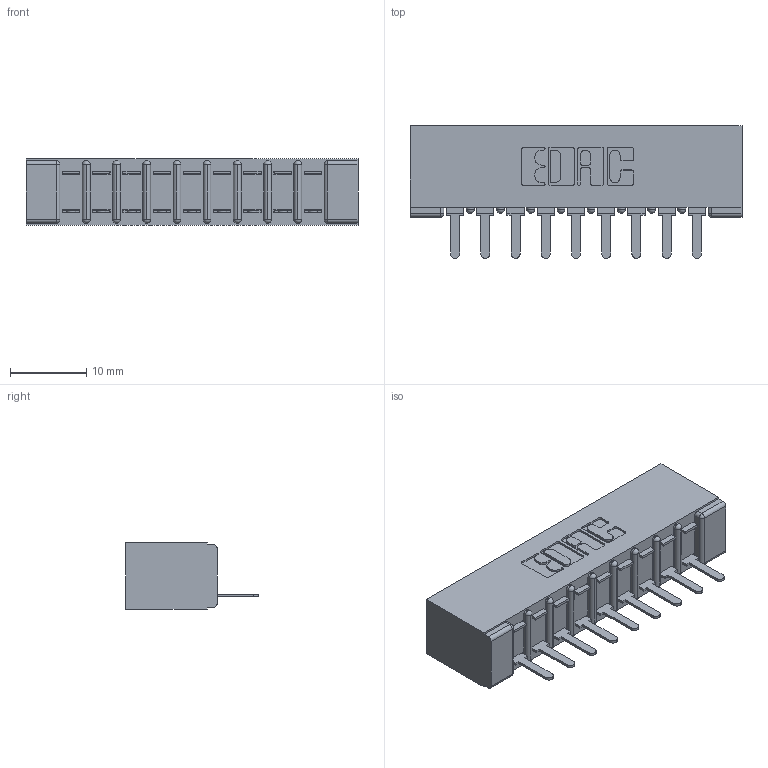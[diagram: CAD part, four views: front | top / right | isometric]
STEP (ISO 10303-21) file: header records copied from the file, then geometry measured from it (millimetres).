
FILE_DESCRIPTION (( 'STEP AP203' ), '1' );
FILE_NAME ('307-009-421-101.STEP', '2020-09-25T05:55:02', ( '' ), ( '' ), 'SwSTEP 2.0', 'SolidWorks 2020', '' );
FILE_SCHEMA (( 'CONFIG_CONTROL_DESIGN' ));
Length unit declared in the file: inch
Products named in the file (3): 307 Part_No Mounting Lugs; 307-290-002_521; 307-009-421-101
Assembly tree (10 placements, depth 2):
  307-009-421-101
    307 Part_No Mounting Lugs
    307-290-002_521  x9
Bounding box: 43.54 x 17.42 x 8.71 mm (x, y, z)
Volume: 3110.2 mm3; surface area: 5446.6 mm2
Topology: 10 solids, 10 shells, 786 faces, 2387 edges, 1562 vertices
Faces by surface type: plane 471, cylinder 295, sphere 20
Entity records: 12224 total; most frequent: CARTESIAN_POINT 2056, ORIENTED_EDGE 2046, DIRECTION 2011, EDGE_CURVE 1023, VECTOR 769, LINE 769, VERTEX_POINT 666, AXIS2_PLACEMENT_3D 621
